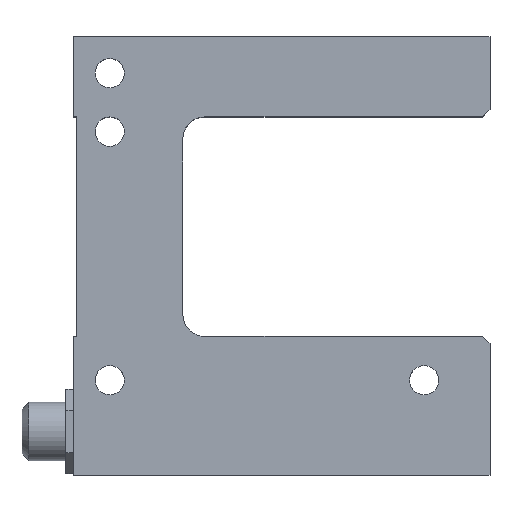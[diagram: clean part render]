
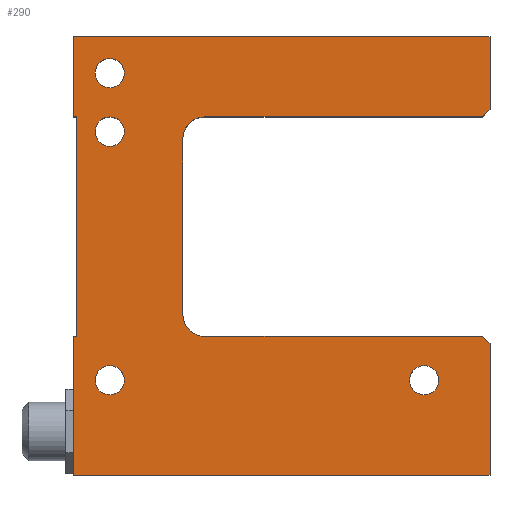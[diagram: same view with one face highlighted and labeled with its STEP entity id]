
A CAD part, top view. The second image highlights one B-rep face of the part: STEP entity #290.
In plain terms, the highlighted planar face has unit normal (0, 0, 1).
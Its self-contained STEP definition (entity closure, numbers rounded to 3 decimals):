
#290=ADVANCED_FACE('',(#587,#588,#589,#590,#591),#592,.T.);
#587=FACE_BOUND('',#884,.T.);
#588=FACE_BOUND('',#885,.T.);
#589=FACE_BOUND('',#886,.T.);
#590=FACE_BOUND('',#887,.T.);
#591=FACE_OUTER_BOUND('',#888,.T.);
#592=PLANE('',#889);
#884=EDGE_LOOP('',(#1655,#1656));
#885=EDGE_LOOP('',(#1657,#1658));
#886=EDGE_LOOP('',(#1659,#1660));
#887=EDGE_LOOP('',(#1661,#1662));
#888=EDGE_LOOP('',(#1663,#1664,#1665,#1666,#1667,#1668,#1669,#1670,#1671,#1672,#1673,#1674,#1675,#1676,#1677,#1678));
#889=AXIS2_PLACEMENT_3D('',#1679,#1680,#1681);
#1655=ORIENTED_EDGE('',*,*,#1741,.T.);
#1656=ORIENTED_EDGE('',*,*,#1915,.T.);
#1657=ORIENTED_EDGE('',*,*,#1736,.T.);
#1658=ORIENTED_EDGE('',*,*,#1918,.T.);
#1659=ORIENTED_EDGE('',*,*,#1731,.T.);
#1660=ORIENTED_EDGE('',*,*,#1921,.T.);
#1661=ORIENTED_EDGE('',*,*,#1726,.T.);
#1662=ORIENTED_EDGE('',*,*,#1924,.T.);
#1663=ORIENTED_EDGE('',*,*,#1961,.F.);
#1664=ORIENTED_EDGE('',*,*,#2022,.F.);
#1665=ORIENTED_EDGE('',*,*,#2018,.F.);
#1666=ORIENTED_EDGE('',*,*,#2014,.F.);
#1667=ORIENTED_EDGE('',*,*,#2010,.F.);
#1668=ORIENTED_EDGE('',*,*,#2006,.F.);
#1669=ORIENTED_EDGE('',*,*,#2002,.F.);
#1670=ORIENTED_EDGE('',*,*,#1998,.F.);
#1671=ORIENTED_EDGE('',*,*,#1994,.F.);
#1672=ORIENTED_EDGE('',*,*,#1990,.F.);
#1673=ORIENTED_EDGE('',*,*,#1986,.F.);
#1674=ORIENTED_EDGE('',*,*,#1982,.F.);
#1675=ORIENTED_EDGE('',*,*,#1978,.F.);
#1676=ORIENTED_EDGE('',*,*,#1974,.F.);
#1677=ORIENTED_EDGE('',*,*,#1970,.F.);
#1678=ORIENTED_EDGE('',*,*,#1966,.F.);
#1679=CARTESIAN_POINT('',(26.468,-28.969,10.0));
#1680=DIRECTION('',(0.0,0.0,1.0));
#1681=DIRECTION('',(1.0,0.0,0.0));
#1726=EDGE_CURVE('',#2054,#2051,#2055,.T.);
#1731=EDGE_CURVE('',#2063,#2060,#2064,.T.);
#1736=EDGE_CURVE('',#2072,#2069,#2073,.T.);
#1741=EDGE_CURVE('',#2081,#2078,#2082,.T.);
#1915=EDGE_CURVE('',#2078,#2081,#2337,.T.);
#1918=EDGE_CURVE('',#2069,#2072,#2340,.T.);
#1921=EDGE_CURVE('',#2060,#2063,#2343,.T.);
#1924=EDGE_CURVE('',#2051,#2054,#2346,.T.);
#1961=EDGE_CURVE('',#2395,#2396,#2397,.T.);
#1966=EDGE_CURVE('',#2396,#2404,#2405,.T.);
#1970=EDGE_CURVE('',#2404,#2410,#2411,.T.);
#1974=EDGE_CURVE('',#2410,#2416,#2417,.T.);
#1978=EDGE_CURVE('',#2416,#2422,#2423,.T.);
#1982=EDGE_CURVE('',#2422,#2428,#2429,.T.);
#1986=EDGE_CURVE('',#2428,#2434,#2435,.T.);
#1990=EDGE_CURVE('',#2434,#2440,#2441,.T.);
#1994=EDGE_CURVE('',#2440,#2446,#2447,.T.);
#1998=EDGE_CURVE('',#2446,#2452,#2453,.T.);
#2002=EDGE_CURVE('',#2452,#2458,#2459,.T.);
#2006=EDGE_CURVE('',#2458,#2464,#2465,.T.);
#2010=EDGE_CURVE('',#2464,#2470,#2471,.T.);
#2014=EDGE_CURVE('',#2470,#2476,#2477,.T.);
#2018=EDGE_CURVE('',#2476,#2482,#2483,.T.);
#2022=EDGE_CURVE('',#2482,#2395,#2488,.T.);
#2051=VERTEX_POINT('',#2523);
#2054=VERTEX_POINT('',#2527);
#2055=CIRCLE('',#2528,2.0);
#2060=VERTEX_POINT('',#2534);
#2063=VERTEX_POINT('',#2538);
#2064=CIRCLE('',#2539,2.0);
#2069=VERTEX_POINT('',#2545);
#2072=VERTEX_POINT('',#2549);
#2073=CIRCLE('',#2550,2.0);
#2078=VERTEX_POINT('',#2556);
#2081=VERTEX_POINT('',#2560);
#2082=CIRCLE('',#2561,2.0);
#2337=CIRCLE('',#2929,2.0);
#2340=CIRCLE('',#2932,2.0);
#2343=CIRCLE('',#2935,2.0);
#2346=CIRCLE('',#2938,2.0);
#2395=VERTEX_POINT('',#3005);
#2396=VERTEX_POINT('',#3006);
#2397=LINE('',#3007,#3008);
#2404=VERTEX_POINT('',#3018);
#2405=LINE('',#3019,#3020);
#2410=VERTEX_POINT('',#3027);
#2411=LINE('',#3028,#3029);
#2416=VERTEX_POINT('',#3036);
#2417=LINE('',#3037,#3038);
#2422=VERTEX_POINT('',#3045);
#2423=LINE('',#3046,#3047);
#2428=VERTEX_POINT('',#3054);
#2429=LINE('',#3055,#3056);
#2434=VERTEX_POINT('',#3063);
#2435=LINE('',#3064,#3065);
#2440=VERTEX_POINT('',#3072);
#2441=LINE('',#3073,#3074);
#2446=VERTEX_POINT('',#3081);
#2447=CIRCLE('',#3082,3.0);
#2452=VERTEX_POINT('',#3088);
#2453=LINE('',#3089,#3090);
#2458=VERTEX_POINT('',#3097);
#2459=CIRCLE('',#3098,3.0);
#2464=VERTEX_POINT('',#3104);
#2465=LINE('',#3105,#3106);
#2470=VERTEX_POINT('',#3113);
#2471=LINE('',#3114,#3115);
#2476=VERTEX_POINT('',#3122);
#2477=LINE('',#3123,#3124);
#2482=VERTEX_POINT('',#3131);
#2483=LINE('',#3132,#3133);
#2488=LINE('',#3140,#3141);
#2523=CARTESIAN_POINT('',(7.0,-47.0,10.0));
#2527=CARTESIAN_POINT('',(3.0,-47.0,10.0));
#2528=AXIS2_PLACEMENT_3D('',#3168,#3169,#3170);
#2534=CARTESIAN_POINT('',(7.0,-13.0,10.0));
#2538=CARTESIAN_POINT('',(3.0,-13.0,10.0));
#2539=AXIS2_PLACEMENT_3D('',#3176,#3177,#3178);
#2545=CARTESIAN_POINT('',(7.0,-5.0,10.0));
#2549=CARTESIAN_POINT('',(3.0,-5.0,10.0));
#2550=AXIS2_PLACEMENT_3D('',#3184,#3185,#3186);
#2556=CARTESIAN_POINT('',(50.0,-47.0,10.0));
#2560=CARTESIAN_POINT('',(46.0,-47.0,10.0));
#2561=AXIS2_PLACEMENT_3D('',#3192,#3193,#3194);
#2929=AXIS2_PLACEMENT_3D('',#3338,#3339,#3340);
#2932=AXIS2_PLACEMENT_3D('',#3344,#3345,#3346);
#2935=AXIS2_PLACEMENT_3D('',#3350,#3351,#3352);
#2938=AXIS2_PLACEMENT_3D('',#3356,#3357,#3358);
#3005=CARTESIAN_POINT('',(0.,-41.0,10.0));
#3006=CARTESIAN_POINT('',(0.5,-41.0,10.0));
#3007=CARTESIAN_POINT('',(0.,-41.0,10.0));
#3008=VECTOR('',#3392,1.0);
#3018=CARTESIAN_POINT('',(0.5,-11.0,10.0));
#3019=CARTESIAN_POINT('',(0.5,-41.0,10.0));
#3020=VECTOR('',#3396,1.0);
#3027=CARTESIAN_POINT('',(0.,-11.0,10.0));
#3028=CARTESIAN_POINT('',(0.5,-11.0,10.0));
#3029=VECTOR('',#3399,1.0);
#3036=CARTESIAN_POINT('',(0.0,0.0,10.0));
#3037=CARTESIAN_POINT('',(0.,-11.0,10.0));
#3038=VECTOR('',#3402,1.0);
#3045=CARTESIAN_POINT('',(57.0,0.0,10.0));
#3046=CARTESIAN_POINT('',(0.0,0.0,10.0));
#3047=VECTOR('',#3405,1.0);
#3054=CARTESIAN_POINT('',(57.0,-10.0,10.0));
#3055=CARTESIAN_POINT('',(57.0,0.0,10.0));
#3056=VECTOR('',#3408,1.0);
#3063=CARTESIAN_POINT('',(56.0,-11.0,10.0));
#3064=CARTESIAN_POINT('',(57.0,-10.0,10.0));
#3065=VECTOR('',#3411,1.0);
#3072=CARTESIAN_POINT('',(18.0,-11.0,10.0));
#3073=CARTESIAN_POINT('',(56.0,-11.0,10.0));
#3074=VECTOR('',#3414,1.0);
#3081=CARTESIAN_POINT('',(15.0,-14.0,10.0));
#3082=AXIS2_PLACEMENT_3D('',#3417,#3418,#3419);
#3088=CARTESIAN_POINT('',(15.0,-38.0,10.0));
#3089=CARTESIAN_POINT('',(15.0,-38.0,10.0));
#3090=VECTOR('',#3424,1.0);
#3097=CARTESIAN_POINT('',(18.0,-41.0,10.0));
#3098=AXIS2_PLACEMENT_3D('',#3427,#3428,#3429);
#3104=CARTESIAN_POINT('',(56.0,-41.0,10.0));
#3105=CARTESIAN_POINT('',(18.0,-41.0,10.0));
#3106=VECTOR('',#3434,1.0);
#3113=CARTESIAN_POINT('',(57.0,-42.0,10.0));
#3114=CARTESIAN_POINT('',(56.0,-41.0,10.0));
#3115=VECTOR('',#3437,1.0);
#3122=CARTESIAN_POINT('',(57.0,-60.0,10.0));
#3123=CARTESIAN_POINT('',(57.0,-42.0,10.0));
#3124=VECTOR('',#3440,1.0);
#3131=CARTESIAN_POINT('',(0.,-60.0,10.0));
#3132=CARTESIAN_POINT('',(0.,-60.0,10.0));
#3133=VECTOR('',#3443,1.0);
#3140=CARTESIAN_POINT('',(0.,-60.0,10.0));
#3141=VECTOR('',#3446,1.0);
#3168=CARTESIAN_POINT('',(5.0,-47.0,10.0));
#3169=DIRECTION('',(0.0,0.0,-1.0));
#3170=DIRECTION('',(1.0,0.0,0.0));
#3176=CARTESIAN_POINT('',(5.0,-13.0,10.0));
#3177=DIRECTION('',(0.0,0.0,-1.0));
#3178=DIRECTION('',(1.0,0.0,0.0));
#3184=CARTESIAN_POINT('',(5.0,-5.0,10.0));
#3185=DIRECTION('',(0.0,0.0,-1.0));
#3186=DIRECTION('',(1.0,0.0,0.0));
#3192=CARTESIAN_POINT('',(48.0,-47.0,10.0));
#3193=DIRECTION('',(0.0,0.0,-1.0));
#3194=DIRECTION('',(1.0,0.0,0.0));
#3338=CARTESIAN_POINT('',(48.0,-47.0,10.0));
#3339=DIRECTION('',(0.0,0.0,-1.0));
#3340=DIRECTION('',(1.0,0.0,0.0));
#3344=CARTESIAN_POINT('',(5.0,-5.0,10.0));
#3345=DIRECTION('',(0.0,0.0,-1.0));
#3346=DIRECTION('',(1.0,0.0,0.0));
#3350=CARTESIAN_POINT('',(5.0,-13.0,10.0));
#3351=DIRECTION('',(0.0,0.0,-1.0));
#3352=DIRECTION('',(1.0,0.0,0.0));
#3356=CARTESIAN_POINT('',(5.0,-47.0,10.0));
#3357=DIRECTION('',(0.0,0.0,-1.0));
#3358=DIRECTION('',(1.0,0.0,0.0));
#3392=DIRECTION('',(1.0,0.0,0.0));
#3396=DIRECTION('',(0.,1.0,0.0));
#3399=DIRECTION('',(-1.0,0.0,0.0));
#3402=DIRECTION('',(0.,1.0,0.0));
#3405=DIRECTION('',(1.0,0.0,0.0));
#3408=DIRECTION('',(0.0,-1.0,0.0));
#3411=DIRECTION('',(-0.707,-0.707,0.0));
#3414=DIRECTION('',(-1.0,0.,0.0));
#3417=CARTESIAN_POINT('',(18.0,-14.0,10.0));
#3418=DIRECTION('',(0.0,0.0,1.0));
#3419=DIRECTION('',(1.0,0.0,0.0));
#3424=DIRECTION('',(-0.0,-1.0,-0.0));
#3427=CARTESIAN_POINT('',(18.0,-38.0,10.0));
#3428=DIRECTION('',(0.0,0.0,1.0));
#3429=DIRECTION('',(1.0,0.0,0.0));
#3434=DIRECTION('',(1.0,0.,0.0));
#3437=DIRECTION('',(0.707,-0.707,0.0));
#3440=DIRECTION('',(0.0,-1.0,0.0));
#3443=DIRECTION('',(-1.0,-0.0,-0.0));
#3446=DIRECTION('',(0.,1.0,0.0));
